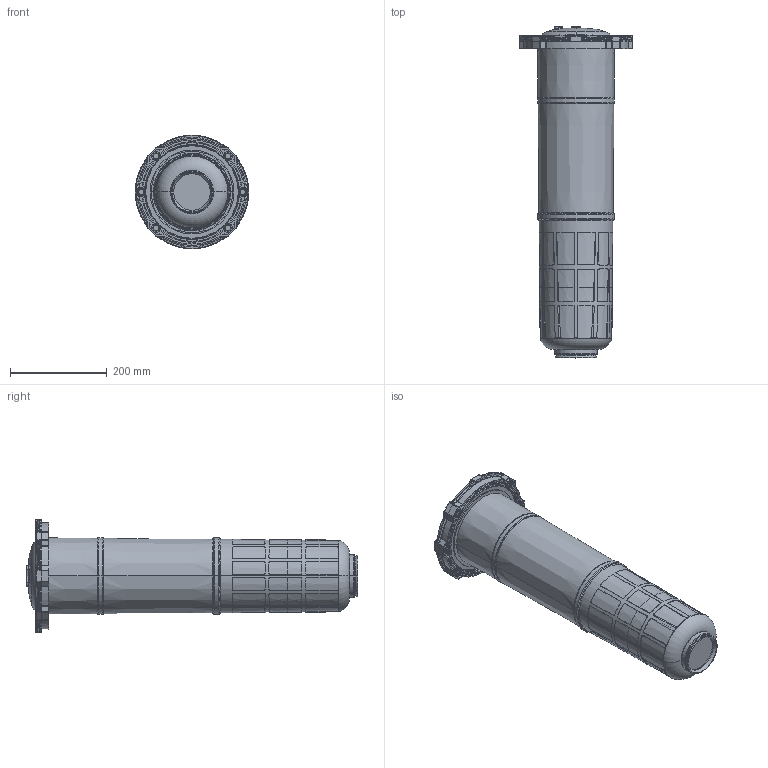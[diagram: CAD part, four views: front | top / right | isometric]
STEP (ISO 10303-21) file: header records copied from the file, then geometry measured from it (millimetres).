
FILE_DESCRIPTION((''),'2;1');
FILE_NAME('43728000','2025-06-24T15:45:01',('g.topp'),(''),'CREO PARAMETRIC BY PTC INC, 2024344','CREO PARAMETRIC BY PTC INC, 2024344','');
FILE_SCHEMA(('AUTOMOTIVE_DESIGN { 1 0 10303 214 1 1 1 1 }'));
Length unit declared in the file: millimetre
Products named in the file (1): 43728000
Bounding box: 235.26 x 685.7 x 235 mm (x, y, z)
Volume: 12628961 mm3; surface area: 439860.6 mm2
Topology: 1 solids, 91 shells, 2383 faces, 5791 edges, 3647 vertices
Faces by surface type: plane 747, cone 451, cylinder 379, bspline 315, sphere 240, torus 235, revolution 16
Entity records: 129824 total; most frequent: CARTESIAN_POINT 44164, ORIENTED_EDGE 11518, DIRECTION 9926, PRESENTATION_STYLE_ASSIGNMENT 8111, STYLED_ITEM 5776, CURVE_STYLE 5775, EDGE_CURVE 5759, AXIS2_PLACEMENT_3D 4262
